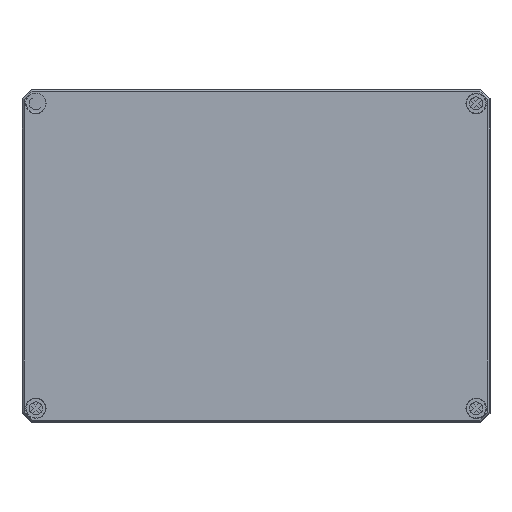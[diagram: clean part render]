
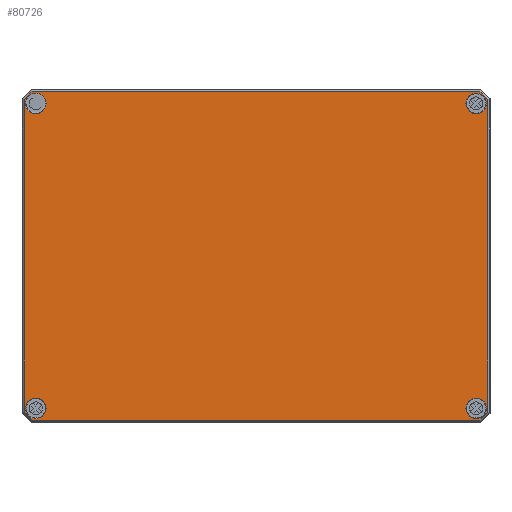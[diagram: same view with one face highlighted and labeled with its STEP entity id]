
A CAD part, top view. The second image highlights one B-rep face of the part: STEP entity #80726.
In plain terms, the highlighted planar face has unit normal (0, 0, 1).
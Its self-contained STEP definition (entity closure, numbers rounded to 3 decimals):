
#124=FACE_BOUND('',#27262,.T.);
#125=FACE_BOUND('',#27263,.T.);
#126=FACE_BOUND('',#27264,.T.);
#127=FACE_BOUND('',#27265,.T.);
#527=PLANE('',#85719);
#6926=LINE('',#108067,#13516);
#6927=LINE('',#108069,#13517);
#6928=LINE('',#108071,#13518);
#6929=LINE('',#108073,#13519);
#6930=LINE('',#108075,#13520);
#6931=LINE('',#108077,#13521);
#6932=LINE('',#108079,#13522);
#6933=LINE('',#108080,#13523);
#13516=VECTOR('',#90898,10.);
#13517=VECTOR('',#90899,10.);
#13518=VECTOR('',#90900,10.);
#13519=VECTOR('',#90901,10.);
#13520=VECTOR('',#90902,10.);
#13521=VECTOR('',#90903,10.);
#13522=VECTOR('',#90904,10.);
#13523=VECTOR('',#90905,10.);
#22467=FACE_OUTER_BOUND('',#27261,.T.);
#27261=EDGE_LOOP('',(#55720,#55721,#55722,#55723,#55724,#55725,#55726,#55727));
#27262=EDGE_LOOP('',(#55728,#55729));
#27263=EDGE_LOOP('',(#55730,#55731));
#27264=EDGE_LOOP('',(#55732));
#27265=EDGE_LOOP('',(#55733));
#32479=CIRCLE('',#85717,5.556);
#32481=CIRCLE('',#85720,5.556);
#32482=CIRCLE('',#85721,5.556);
#32483=CIRCLE('',#85722,5.556);
#32484=CIRCLE('',#85723,5.556);
#32485=CIRCLE('',#85724,5.556);
#34613=VERTEX_POINT('',#108061);
#34614=VERTEX_POINT('',#108065);
#34615=VERTEX_POINT('',#108066);
#34616=VERTEX_POINT('',#108068);
#34617=VERTEX_POINT('',#108070);
#34618=VERTEX_POINT('',#108072);
#34619=VERTEX_POINT('',#108074);
#34620=VERTEX_POINT('',#108076);
#34621=VERTEX_POINT('',#108078);
#34622=VERTEX_POINT('',#108081);
#34623=VERTEX_POINT('',#108082);
#34624=VERTEX_POINT('',#108085);
#34625=VERTEX_POINT('',#108086);
#34626=VERTEX_POINT('',#108089);
#42921=EDGE_CURVE('',#34613,#34613,#32479,.T.);
#42923=EDGE_CURVE('',#34614,#34615,#6926,.T.);
#42924=EDGE_CURVE('',#34616,#34614,#6927,.T.);
#42925=EDGE_CURVE('',#34617,#34616,#6928,.T.);
#42926=EDGE_CURVE('',#34618,#34617,#6929,.T.);
#42927=EDGE_CURVE('',#34619,#34618,#6930,.T.);
#42928=EDGE_CURVE('',#34620,#34619,#6931,.T.);
#42929=EDGE_CURVE('',#34621,#34620,#6932,.T.);
#42930=EDGE_CURVE('',#34615,#34621,#6933,.T.);
#42931=EDGE_CURVE('',#34622,#34623,#32481,.T.);
#42932=EDGE_CURVE('',#34623,#34622,#32482,.T.);
#42933=EDGE_CURVE('',#34624,#34625,#32483,.T.);
#42934=EDGE_CURVE('',#34625,#34624,#32484,.T.);
#42935=EDGE_CURVE('',#34626,#34626,#32485,.T.);
#55720=ORIENTED_EDGE('',*,*,#42923,.F.);
#55721=ORIENTED_EDGE('',*,*,#42924,.F.);
#55722=ORIENTED_EDGE('',*,*,#42925,.F.);
#55723=ORIENTED_EDGE('',*,*,#42926,.F.);
#55724=ORIENTED_EDGE('',*,*,#42927,.F.);
#55725=ORIENTED_EDGE('',*,*,#42928,.F.);
#55726=ORIENTED_EDGE('',*,*,#42929,.F.);
#55727=ORIENTED_EDGE('',*,*,#42930,.F.);
#55728=ORIENTED_EDGE('',*,*,#42931,.F.);
#55729=ORIENTED_EDGE('',*,*,#42932,.F.);
#55730=ORIENTED_EDGE('',*,*,#42933,.F.);
#55731=ORIENTED_EDGE('',*,*,#42934,.F.);
#55732=ORIENTED_EDGE('',*,*,#42935,.F.);
#55733=ORIENTED_EDGE('',*,*,#42921,.F.);
#80726=ADVANCED_FACE('',(#22467,#124,#125,#126,#127),#527,.T.);
#85717=AXIS2_PLACEMENT_3D('',#108062,#90892,#90893);
#85719=AXIS2_PLACEMENT_3D('',#108064,#90896,#90897);
#85720=AXIS2_PLACEMENT_3D('',#108083,#90906,#90907);
#85721=AXIS2_PLACEMENT_3D('',#108084,#90908,#90909);
#85722=AXIS2_PLACEMENT_3D('',#108087,#90910,#90911);
#85723=AXIS2_PLACEMENT_3D('',#108088,#90912,#90913);
#85724=AXIS2_PLACEMENT_3D('',#108090,#90914,#90915);
#90892=DIRECTION('center_axis',(0.,0.,1.));
#90893=DIRECTION('ref_axis',(-1.,0.,0.));
#90896=DIRECTION('center_axis',(0.,0.,1.));
#90897=DIRECTION('ref_axis',(1.,0.,0.));
#90898=DIRECTION('',(0.707,-0.707,0.));
#90899=DIRECTION('',(1.,0.,0.));
#90900=DIRECTION('',(0.707,0.707,0.));
#90901=DIRECTION('',(0.,1.,0.));
#90902=DIRECTION('',(-0.707,0.707,0.));
#90903=DIRECTION('',(-1.,0.,0.));
#90904=DIRECTION('',(-0.707,-0.707,0.));
#90905=DIRECTION('',(0.,-1.,0.));
#90906=DIRECTION('center_axis',(0.,0.,1.));
#90907=DIRECTION('ref_axis',(1.,0.,0.));
#90908=DIRECTION('center_axis',(0.,0.,1.));
#90909=DIRECTION('ref_axis',(1.,0.,0.));
#90910=DIRECTION('center_axis',(0.,0.,1.));
#90911=DIRECTION('ref_axis',(1.,0.,0.));
#90912=DIRECTION('center_axis',(0.,0.,1.));
#90913=DIRECTION('ref_axis',(1.,0.,0.));
#90914=DIRECTION('center_axis',(0.,0.,1.));
#90915=DIRECTION('ref_axis',(-1.,0.,0.));
#108061=CARTESIAN_POINT('',(-113.944,82.75,18.));
#108062=CARTESIAN_POINT('Origin',(-119.5,82.75,18.));
#108064=CARTESIAN_POINT('Origin',(0.,0.,
18.));
#108065=CARTESIAN_POINT('',(121.521,89.093,18.));
#108066=CARTESIAN_POINT('',(125.843,84.771,18.));
#108067=CARTESIAN_POINT('',(113.244,97.369,18.));
#108068=CARTESIAN_POINT('',(-121.521,89.093,18.));
#108069=CARTESIAN_POINT('',(-61.,89.093,18.));
#108070=CARTESIAN_POINT('',(-125.843,84.771,18.));
#108071=CARTESIAN_POINT('',(-115.744,94.869,18.));
#108072=CARTESIAN_POINT('',(-125.843,-84.771,18.));
#108073=CARTESIAN_POINT('',(-125.843,-42.625,18.));
#108074=CARTESIAN_POINT('',(-121.521,-89.093,18.));
#108075=CARTESIAN_POINT('',(-113.244,-97.369,18.));
#108076=CARTESIAN_POINT('',(121.521,-89.093,18.));
#108077=CARTESIAN_POINT('',(61.,-89.093,18.));
#108078=CARTESIAN_POINT('',(125.843,-84.771,18.));
#108079=CARTESIAN_POINT('',(115.744,-94.869,18.));
#108080=CARTESIAN_POINT('',(125.843,42.625,18.));
#108081=CARTESIAN_POINT('',(113.944,82.75,18.));
#108082=CARTESIAN_POINT('',(125.056,82.75,18.));
#108083=CARTESIAN_POINT('Origin',(119.5,82.75,18.));
#108084=CARTESIAN_POINT('Origin',(119.5,82.75,18.));
#108085=CARTESIAN_POINT('',(113.944,-82.75,18.));
#108086=CARTESIAN_POINT('',(125.056,-82.75,18.));
#108087=CARTESIAN_POINT('Origin',(119.5,-82.75,18.));
#108088=CARTESIAN_POINT('Origin',(119.5,-82.75,18.));
#108089=CARTESIAN_POINT('',(-113.944,-82.75,18.));
#108090=CARTESIAN_POINT('Origin',(-119.5,-82.75,18.));
